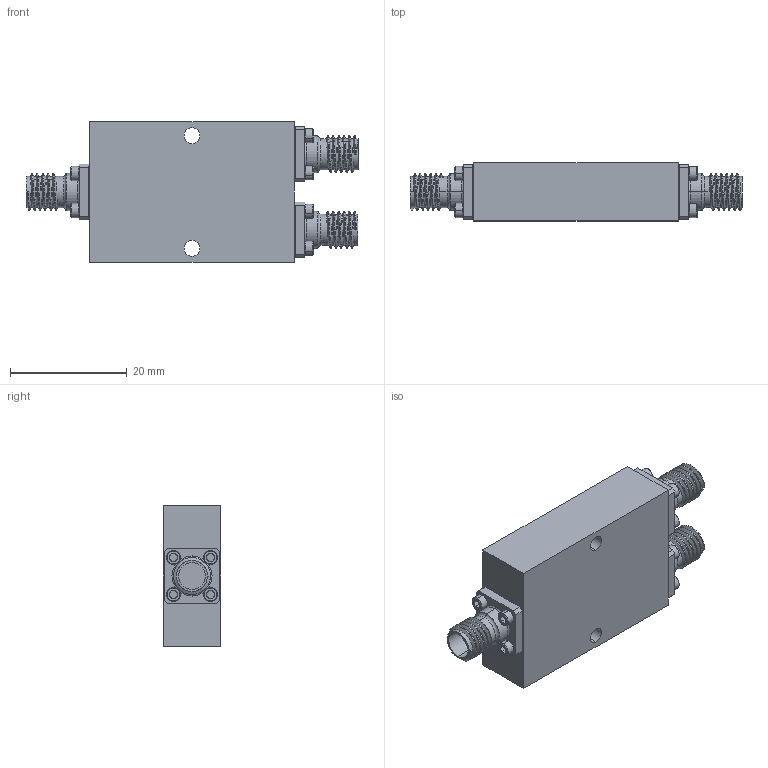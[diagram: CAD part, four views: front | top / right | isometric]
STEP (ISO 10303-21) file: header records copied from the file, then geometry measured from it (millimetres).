
FILE_DESCRIPTION (( 'STEP AP214' ), '1' );
FILE_NAME ('CS-K2-R3, Defeatured.STEP', '2024-08-14T00:47:30', ( '' ), ( '' ), 'SwSTEP 2.0', 'SolidWorks 2021', '' );
FILE_SCHEMA (( 'AUTOMOTIVE_DESIGN' ));
Length unit declared in the file: inch
Products named in the file (1): CS-K2-R3, Defeatured
Bounding box: 56.9 x 9.91 x 24.13 mm (x, y, z)
Volume: 9326.4 mm3; surface area: 4892 mm2
Topology: 16 solids, 16 shells, 466 faces, 978 edges, 580 vertices
Faces by surface type: plane 162, cylinder 151, cone 132, torus 12, bspline 9
Entity records: 21333 total; most frequent: CARTESIAN_POINT 5250, DIRECTION 2103, ORIENTED_EDGE 1956, EDGE_CURVE 978, AXIS2_PLACEMENT_3D 847, VERTEX_POINT 580, EDGE_LOOP 530, DIMENSIONAL_EXPONENTS 484
